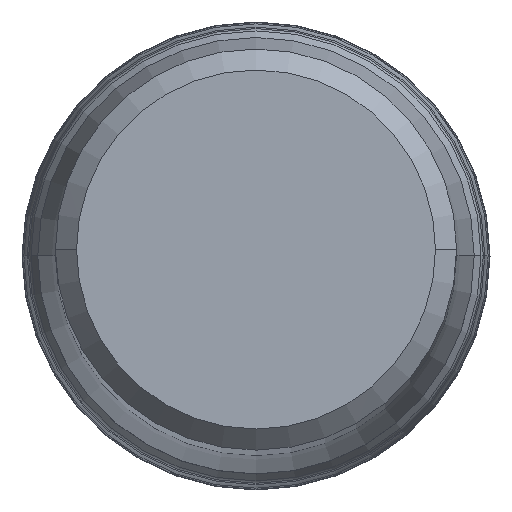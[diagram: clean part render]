
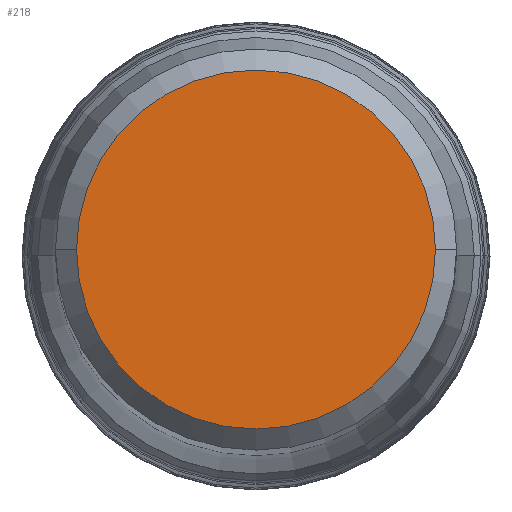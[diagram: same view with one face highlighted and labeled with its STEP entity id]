
A CAD part, top view. The second image highlights one B-rep face of the part: STEP entity #218.
In plain terms, the highlighted planar face has unit normal (0, 0, 1).
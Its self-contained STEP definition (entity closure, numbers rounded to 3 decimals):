
#50=PLANE('',#1758);
#218=ADVANCED_FACE('',(#336),#50,.F.);
#336=FACE_OUTER_BOUND('',#430,.T.);
#430=EDGE_LOOP('',(#796,#797));
#796=ORIENTED_EDGE('',*,*,#1101,.F.);
#797=ORIENTED_EDGE('',*,*,#1102,.F.);
#914=VERTEX_POINT('',#3429);
#915=VERTEX_POINT('',#3434);
#1101=EDGE_CURVE('',#915,#914,#1311,.T.);
#1102=EDGE_CURVE('',#914,#915,#1312,.T.);
#1311=CIRCLE('',#1755,8.525);
#1312=CIRCLE('',#1757,8.525);
#1755=AXIS2_PLACEMENT_3D('',#3435,#2213,#2214);
#1757=AXIS2_PLACEMENT_3D('',#3437,#2217,#2218);
#1758=AXIS2_PLACEMENT_3D('',#3438,#2219,#2220);
#2213=DIRECTION('',(0.,0.,-1.));
#2214=DIRECTION('',(-1.,-0.001,0.));
#2217=DIRECTION('',(0.,0.,-1.));
#2218=DIRECTION('',(1.,0.001,0.));
#2219=DIRECTION('',(0.,0.,-1.));
#2220=DIRECTION('',(-1.,-0.001,0.));
#3429=CARTESIAN_POINT('',(8.525,0.005,0.));
#3434=CARTESIAN_POINT('',(-8.525,-0.005,0.));
#3435=CARTESIAN_POINT('',(0.,0.,0.));
#3437=CARTESIAN_POINT('',(0.,0.,0.));
#3438=CARTESIAN_POINT('',(0.,0.,0.));
